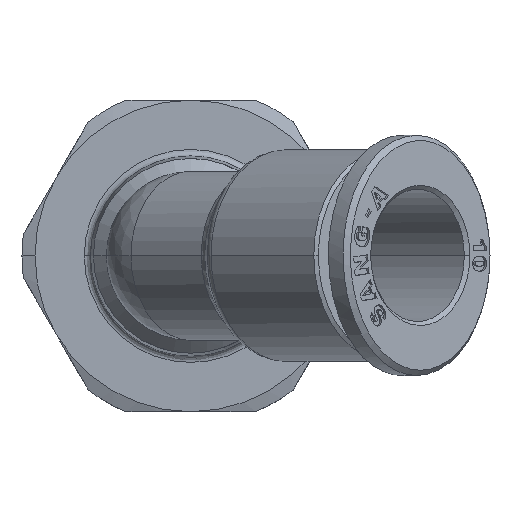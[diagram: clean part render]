
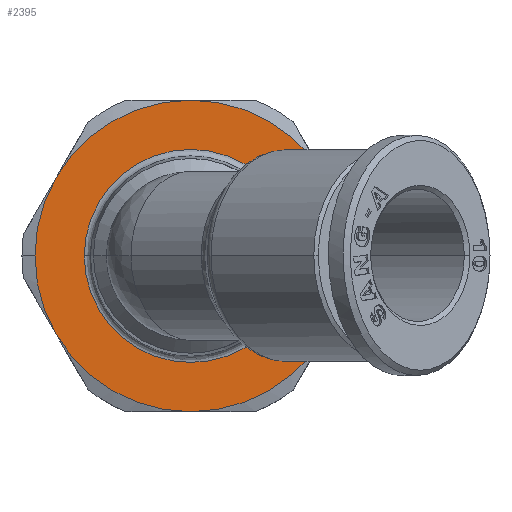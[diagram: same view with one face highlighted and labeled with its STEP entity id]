
A CAD part, top view. The second image highlights one B-rep face of the part: STEP entity #2395.
In plain terms, the highlighted planar face has unit normal (0, 0, 1).
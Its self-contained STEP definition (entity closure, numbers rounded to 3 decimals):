
#848=CARTESIAN_POINT('',(-12.007,0.,-1.479));
#849=VERTEX_POINT('',#848);
#865=CARTESIAN_POINT('',(-10.399,-6.,-1.479));
#866=VERTEX_POINT('',#865);
#880=CARTESIAN_POINT('',(-0.007,0.,-1.479));
#881=DIRECTION('',(0.0,0.0,1.0));
#882=DIRECTION('',(1.0,0.0,0.0));
#883=AXIS2_PLACEMENT_3D('',#880,#881,#882);
#884=CIRCLE('',#883,12.);
#885=EDGE_CURVE('',#849,#866,#884,.T.);
#1275=CARTESIAN_POINT('',(8.197,0.,-1.479));
#1276=VERTEX_POINT('',#1275);
#1285=CARTESIAN_POINT('',(-8.211,0.,-1.479));
#1286=VERTEX_POINT('',#1285);
#1294=CARTESIAN_POINT('',(-0.007,0.,-1.479));
#1295=DIRECTION('',(0.0,0.0,1.0));
#1296=DIRECTION('',(-1.0,0.0,0.0));
#1297=AXIS2_PLACEMENT_3D('',#1294,#1295,#1296);
#1298=CIRCLE('',#1297,8.204);
#1299=EDGE_CURVE('',#1286,#1276,#1298,.T.);
#1358=CARTESIAN_POINT('',(11.993,0.,-1.479));
#1359=VERTEX_POINT('',#1358);
#1368=CARTESIAN_POINT('',(10.385,-6.,-1.479));
#1369=VERTEX_POINT('',#1368);
#1370=CARTESIAN_POINT('',(-0.007,0.,-1.479));
#1371=DIRECTION('',(0.0,0.0,1.0));
#1372=DIRECTION('',(1.0,0.0,0.0));
#1373=AXIS2_PLACEMENT_3D('',#1370,#1371,#1372);
#1374=CIRCLE('',#1373,12.);
#1375=EDGE_CURVE('',#1369,#1359,#1374,.T.);
#1812=CARTESIAN_POINT('',(-0.007,-12.,-1.479));
#1813=VERTEX_POINT('',#1812);
#1827=CARTESIAN_POINT('',(-0.007,0.,-1.479));
#1828=DIRECTION('',(0.0,0.0,1.0));
#1829=DIRECTION('',(1.0,0.0,0.0));
#1830=AXIS2_PLACEMENT_3D('',#1827,#1828,#1829);
#1831=CIRCLE('',#1830,12.);
#1832=EDGE_CURVE('',#866,#1813,#1831,.T.);
#1869=CARTESIAN_POINT('',(-0.007,0.,-1.479));
#1870=DIRECTION('',(0.0,0.0,1.0));
#1871=DIRECTION('',(1.0,0.0,0.0));
#1872=AXIS2_PLACEMENT_3D('',#1869,#1870,#1871);
#1873=CIRCLE('',#1872,12.);
#1874=EDGE_CURVE('',#1813,#1369,#1873,.T.);
#1947=CARTESIAN_POINT('',(10.385,6.,-1.479));
#1948=VERTEX_POINT('',#1947);
#1962=CARTESIAN_POINT('',(-0.007,0.,-1.479));
#1963=DIRECTION('',(0.0,0.0,1.0));
#1964=DIRECTION('',(1.0,0.0,0.0));
#1965=AXIS2_PLACEMENT_3D('',#1962,#1963,#1964);
#1966=CIRCLE('',#1965,12.);
#1967=EDGE_CURVE('',#1359,#1948,#1966,.T.);
#2044=CARTESIAN_POINT('',(-10.399,6.,-1.479));
#2045=VERTEX_POINT('',#2044);
#2136=CARTESIAN_POINT('',(-0.007,12.,-1.479));
#2137=VERTEX_POINT('',#2136);
#2322=CARTESIAN_POINT('',(-0.007,0.,-1.479));
#2323=DIRECTION('',(0.0,0.0,1.0));
#2324=DIRECTION('',(-1.0,0.0,0.0));
#2325=AXIS2_PLACEMENT_3D('',#2322,#2323,#2324);
#2326=CIRCLE('',#2325,8.204);
#2327=EDGE_CURVE('',#1276,#1286,#2326,.T.);
#2358=CARTESIAN_POINT('',(-0.007,0.,-1.479));
#2359=DIRECTION('',(0.0,0.0,-1.0));
#2360=DIRECTION('',(-1.0,0.0,0.0));
#2361=AXIS2_PLACEMENT_3D('',#2358,#2359,#2360);
#2362=PLANE('',#2361);
#2363=ORIENTED_EDGE('',*,*,#1874,.T.);
#2364=ORIENTED_EDGE('',*,*,#1375,.T.);
#2365=ORIENTED_EDGE('',*,*,#1967,.T.);
#2366=CARTESIAN_POINT('',(-0.007,0.,-1.479));
#2367=DIRECTION('',(0.0,0.0,1.0));
#2368=DIRECTION('',(1.0,0.0,0.0));
#2369=AXIS2_PLACEMENT_3D('',#2366,#2367,#2368);
#2370=CIRCLE('',#2369,12.);
#2371=EDGE_CURVE('',#1948,#2137,#2370,.T.);
#2372=ORIENTED_EDGE('',*,*,#2371,.T.);
#2373=CARTESIAN_POINT('',(-0.007,0.,-1.479));
#2374=DIRECTION('',(0.0,0.0,1.0));
#2375=DIRECTION('',(1.0,0.0,0.0));
#2376=AXIS2_PLACEMENT_3D('',#2373,#2374,#2375);
#2377=CIRCLE('',#2376,12.);
#2378=EDGE_CURVE('',#2137,#2045,#2377,.T.);
#2379=ORIENTED_EDGE('',*,*,#2378,.T.);
#2380=CARTESIAN_POINT('',(-0.007,0.,-1.479));
#2381=DIRECTION('',(0.0,0.0,1.0));
#2382=DIRECTION('',(1.0,0.0,0.0));
#2383=AXIS2_PLACEMENT_3D('',#2380,#2381,#2382);
#2384=CIRCLE('',#2383,12.);
#2385=EDGE_CURVE('',#2045,#849,#2384,.T.);
#2386=ORIENTED_EDGE('',*,*,#2385,.T.);
#2387=ORIENTED_EDGE('',*,*,#885,.T.);
#2388=ORIENTED_EDGE('',*,*,#1832,.T.);
#2389=EDGE_LOOP('',(#2363,#2364,#2365,#2372,#2379,#2386,#2387,#2388));
#2390=FACE_OUTER_BOUND('',#2389,.T.);
#2391=ORIENTED_EDGE('',*,*,#2327,.F.);
#2392=ORIENTED_EDGE('',*,*,#1299,.F.);
#2393=EDGE_LOOP('',(#2391,#2392));
#2394=FACE_BOUND('',#2393,.T.);
#2395=ADVANCED_FACE('',(#2390,#2394),#2362,.F.);
